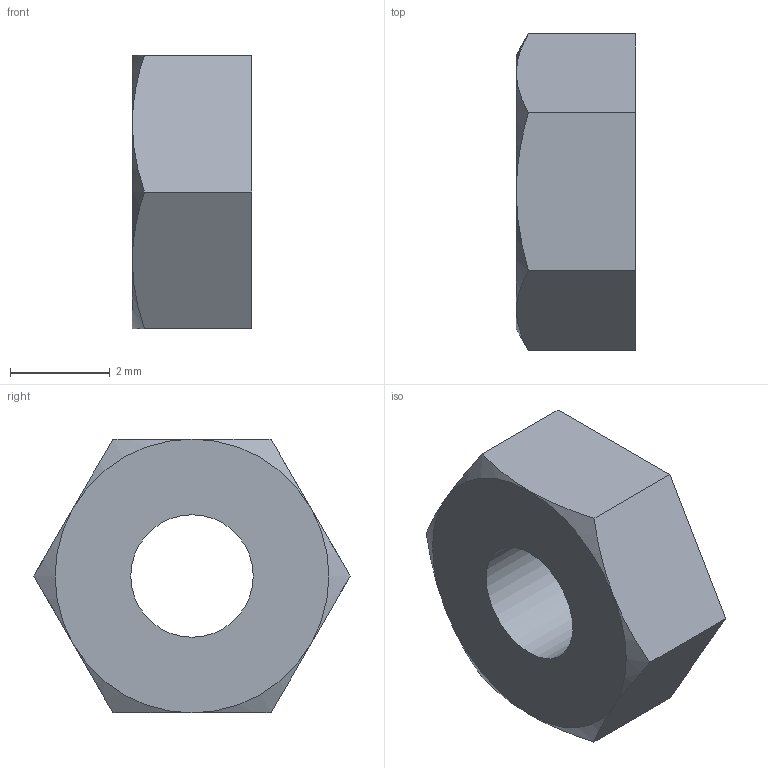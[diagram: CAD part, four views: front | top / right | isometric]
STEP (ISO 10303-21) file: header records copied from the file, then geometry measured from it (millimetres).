
FILE_DESCRIPTION(/* description */ ('STEP AP203'),/* implementation_level */ '2;1');
FILE_NAME(/* name */ 'SSLBNR3',/* time_stamp */ '2023-12-08T04:50:30+01:00',/* author */ ('License CC BY-ND 4.0'),/* organization */ ('CADENAS'),/* preprocessor_version */ 'ST-DEVELOPER v19.3',/* originating_system */ 'PARTsolutions',/* authorisation */ ' ');
FILE_SCHEMA (('CONFIG_CONTROL_DESIGN'));
Length unit declared in the file: millimetre
Products named in the file (1): SSLBNR3
Bounding box: 2.4 x 6.35 x 5.5 mm (x, y, z)
Volume: 51 mm3; surface area: 104.8 mm2
Topology: 1 solids, 1 shells, 16 faces, 35 edges, 21 vertices
Faces by surface type: plane 8, cone 7, cylinder 1
Full cylindrical faces by diameter (mm): 2.459 x1
Entity records: 468 total; most frequent: CARTESIAN_POINT 107, ORIENTED_EDGE 66, DIRECTION 64, EDGE_CURVE 33, AXIS2_PLACEMENT_3D 26, VERTEX_POINT 21, EDGE_LOOP 20, FACE_BOUND 20
